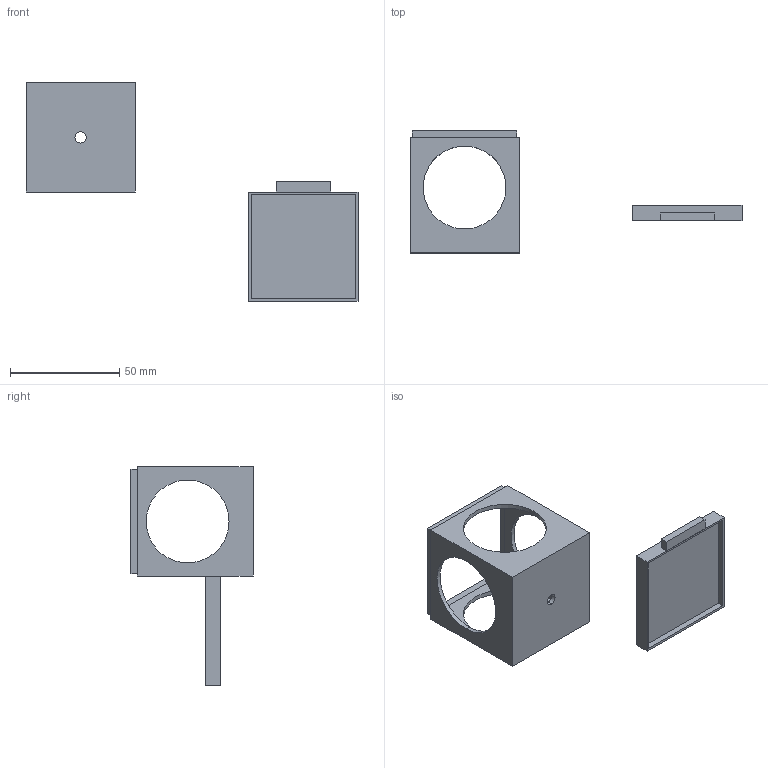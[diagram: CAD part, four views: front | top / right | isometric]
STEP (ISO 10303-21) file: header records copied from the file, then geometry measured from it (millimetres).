
FILE_DESCRIPTION(('STEP AP214'),'1');
FILE_NAME('beamsplittermount.stp','2014-04-02T20:32:06',('Simon Woodruff'),('Woodruff Scientific Inc'),'Spatial InterOp 3D',' ',' ');
FILE_SCHEMA(('automotive_design'));
Length unit declared in the file: inch
Products named in the file (5): Part_11847; Part_11926; Part_12129; Part_87878; Part_12273
Bounding box: 152.21 x 56 x 100 mm (x, y, z)
Volume: 30671.6 mm3; surface area: 29237.3 mm2
Topology: 5 solids, 5 shells, 58 faces, 138 edges, 92 vertices
Faces by surface type: plane 48, cylinder 10
Entity records: 2270 total; most frequent: CARTESIAN_POINT 293, DIRECTION 284, ORIENTED_EDGE 276, EDGE_CURVE 138, LINE 118, VECTOR 118, VERTEX_POINT 92, AXIS2_PLACEMENT_3D 83
